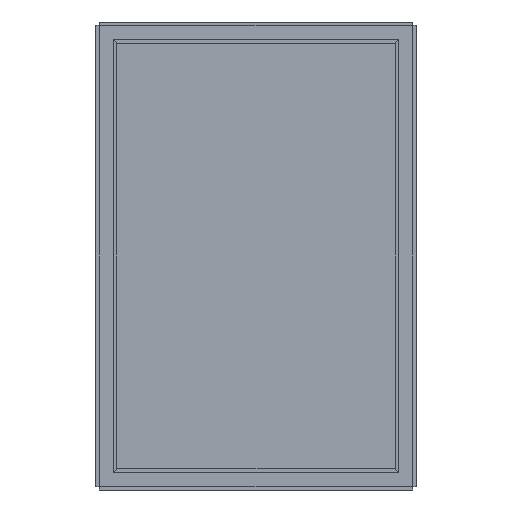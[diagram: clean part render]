
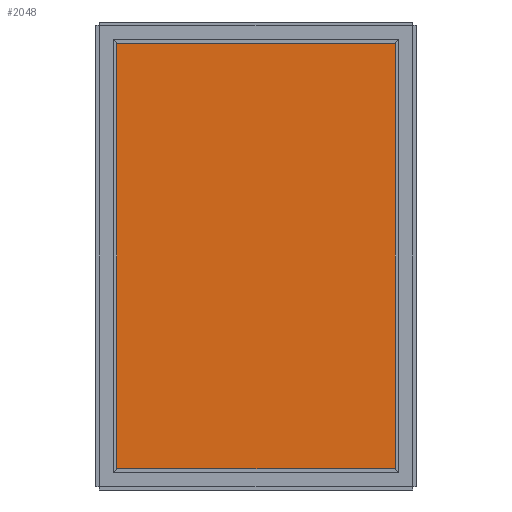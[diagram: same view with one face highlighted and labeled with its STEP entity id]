
A CAD part, front view. The second image highlights one B-rep face of the part: STEP entity #2048.
In plain terms, the highlighted planar face has unit normal (0, -1, 0).
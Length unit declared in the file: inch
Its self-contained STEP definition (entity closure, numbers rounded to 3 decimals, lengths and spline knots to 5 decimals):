
#351 = AXIS2_PLACEMENT_3D ( 'NONE', #22696, #18644, #829 ) ;
#829 = DIRECTION ( 'NONE',  ( 0., 0., -1. ) ) ;
#2048 = ADVANCED_FACE ( 'NONE', ( #10581 ), #6819, .F. ) ;
#2319 = DIRECTION ( 'NONE',  ( 0., 0., -1. ) ) ;
#4055 = VERTEX_POINT ( 'NONE', #12729 ) ;
#4532 = VECTOR ( 'NONE', #2319, 39.37008 ) ;
#4757 = CARTESIAN_POINT ( 'NONE',  ( 11.9375, 0.325, -17.9375 ) ) ;
#4949 = EDGE_CURVE ( 'NONE', #16729, #5144, #19012, .T. ) ;
#5144 = VERTEX_POINT ( 'NONE', #5885 ) ;
#5885 = CARTESIAN_POINT ( 'NONE',  ( -11.9375, 0.325, 17.9375 ) ) ;
#6496 = CARTESIAN_POINT ( 'NONE',  ( 11.9375, 0.325, 17.9375 ) ) ;
#6503 = LINE ( 'NONE', #10403, #9566 ) ;
#6819 = PLANE ( 'NONE',  #351 ) ;
#7006 = ORIENTED_EDGE ( 'NONE', *, *, #8474, .F. ) ;
#7168 = DIRECTION ( 'NONE',  ( -1., 0., 0. ) ) ;
#7206 = CARTESIAN_POINT ( 'NONE',  ( -11.9375, 0.325, -17.9375 ) ) ;
#8474 = EDGE_CURVE ( 'NONE', #4055, #18894, #24314, .T. ) ;
#9360 = LINE ( 'NONE', #10802, #21178 ) ;
#9566 = VECTOR ( 'NONE', #14319, 39.37008 ) ;
#9660 = EDGE_LOOP ( 'NONE', ( #21237, #14001, #23819, #7006 ) ) ;
#9662 = EDGE_CURVE ( 'NONE', #5144, #4055, #6503, .T. ) ;
#10209 = EDGE_CURVE ( 'NONE', #18894, #16729, #9360, .T. ) ;
#10403 = CARTESIAN_POINT ( 'NONE',  ( -11.9375, 0.325, 17.9375 ) ) ;
#10581 = FACE_OUTER_BOUND ( 'NONE', #9660, .T. ) ;
#10802 = CARTESIAN_POINT ( 'NONE',  ( 11.9375, 0.325, -17.9375 ) ) ;
#12729 = CARTESIAN_POINT ( 'NONE',  ( 11.9375, 0.325, 17.9375 ) ) ;
#14001 = ORIENTED_EDGE ( 'NONE', *, *, #4949, .F. ) ;
#14319 = DIRECTION ( 'NONE',  ( 1., 0., 0. ) ) ;
#14998 = DIRECTION ( 'NONE',  ( 0., 0., 1. ) ) ;
#16729 = VERTEX_POINT ( 'NONE', #7206 ) ;
#18644 = DIRECTION ( 'NONE',  ( 0., 1., 0. ) ) ;
#18894 = VERTEX_POINT ( 'NONE', #4757 ) ;
#19012 = LINE ( 'NONE', #25009, #23550 ) ;
#21178 = VECTOR ( 'NONE', #7168, 39.37008 ) ;
#21237 = ORIENTED_EDGE ( 'NONE', *, *, #9662, .F. ) ;
#22696 = CARTESIAN_POINT ( 'NONE',  ( 11.9375, 0.325, -17.9375 ) ) ;
#23550 = VECTOR ( 'NONE', #14998, 39.37008 ) ;
#23819 = ORIENTED_EDGE ( 'NONE', *, *, #10209, .F. ) ;
#24314 = LINE ( 'NONE', #6496, #4532 ) ;
#25009 = CARTESIAN_POINT ( 'NONE',  ( -11.9375, 0.325, -17.9375 ) ) ;
